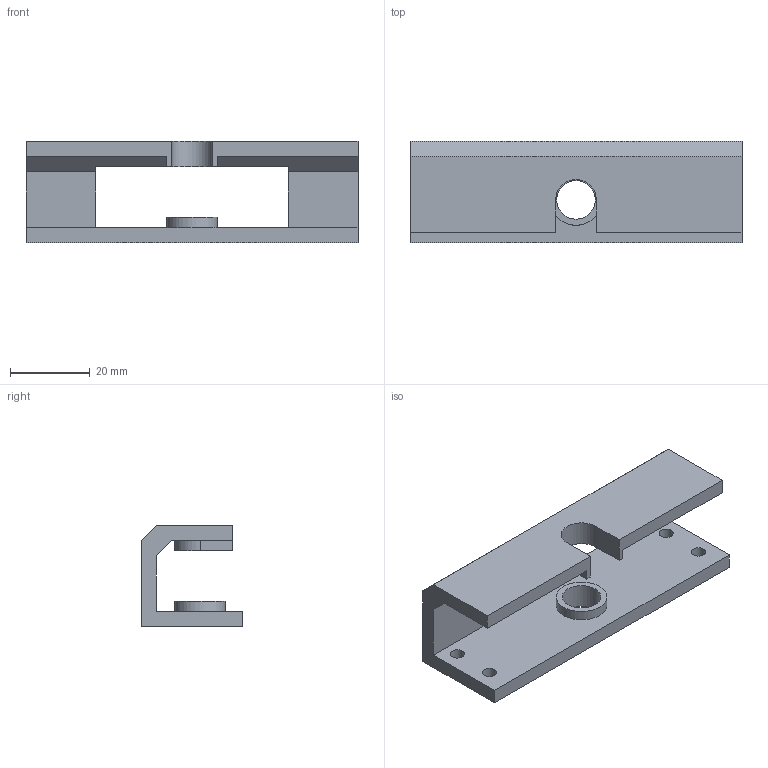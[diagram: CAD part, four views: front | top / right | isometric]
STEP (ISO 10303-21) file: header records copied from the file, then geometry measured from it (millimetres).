
FILE_DESCRIPTION(/* description */ (''),/* implementation_level */ '2;1');
FILE_NAME(/* name */ 'v6.1.2_Rail v16.step',/* time_stamp */ '2019-06-10T09:19:07-07:00',/* author */ (''),/* organization */ (''),/* preprocessor_version */ 'ST-DEVELOPER v18',/* originating_system */ 'Autodesk Translation Framework v8.2.0.1029',/* authorisation */ '');
FILE_SCHEMA (('AUTOMOTIVE_DESIGN { 1 0 10303 214 3 1 1 }'));
Length unit declared in the file: millimetre
Products named in the file (2): v6.1.2_Rail; Motor Mount Rail 6.1.1 v11
Assembly tree (1 placements, depth 2):
  v6.1.2_Rail
    Motor Mount Rail 6.1.1 v11
Bounding box: 83.06 x 25.4 x 25.4 mm (x, y, z)
Volume: 17402.3 mm3; surface area: 11042.3 mm2
Topology: 1 solids, 1 shells, 31 faces, 92 edges, 63 vertices
Faces by surface type: plane 23, cylinder 8
Full cylindrical faces by diameter (mm): 3.556 x4, 9.652 x1, 12.7 x1
Entity records: 1139 total; most frequent: CARTESIAN_POINT 190, ORIENTED_EDGE 184, DIRECTION 182, EDGE_CURVE 92, LINE 72, VECTOR 72, VERTEX_POINT 63, AXIS2_PLACEMENT_3D 55
